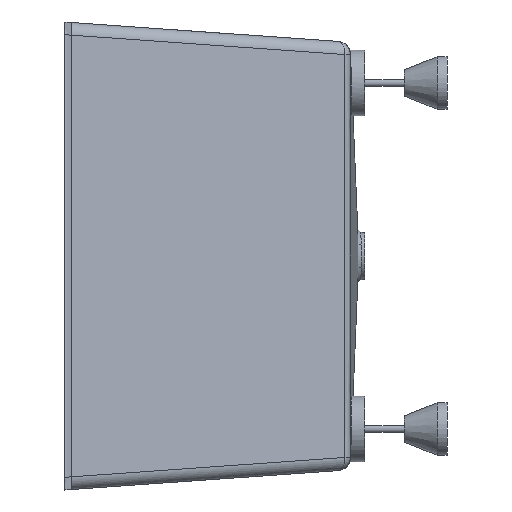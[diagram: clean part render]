
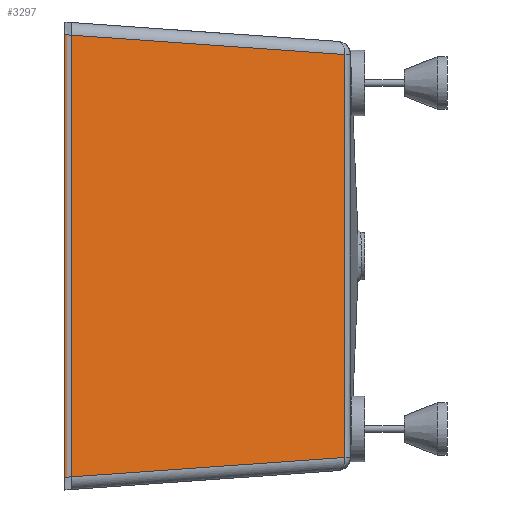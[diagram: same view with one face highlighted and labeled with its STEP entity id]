
A CAD part, left-side view. The second image highlights one B-rep face of the part: STEP entity #3297.
In plain terms, the highlighted planar face has unit normal (-0.807, -0.591, 0).
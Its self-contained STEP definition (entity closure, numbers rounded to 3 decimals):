
#525 = CARTESIAN_POINT ( 'NONE',  ( -620.987, -424.925, 305.677 ) ) ;
#762 = EDGE_CURVE ( 'NONE', #8834, #6486, #9153, .T. ) ;
#932 = DIRECTION ( 'NONE',  ( 0.59, -0.805, 0.057 ) ) ;
#2457 = VECTOR ( 'NONE', #932, 1000. ) ;
#2894 = FACE_OUTER_BOUND ( 'NONE', #6197, .T. ) ;
#2951 = EDGE_CURVE ( 'NONE', #6486, #5718, #7526, .T. ) ;
#2954 = AXIS2_PLACEMENT_3D ( 'NONE', #4138, #4075, #4070 ) ;
#3297 = ADVANCED_FACE ( 'NONE', ( #2894 ), #4091, .T. ) ;
#3389 = LINE ( 'NONE', #4182, #6912 ) ;
#3827 = ORIENTED_EDGE ( 'NONE', *, *, #762, .T. ) ;
#3836 = ORIENTED_EDGE ( 'NONE', *, *, #4314, .F. ) ;
#4070 = DIRECTION ( 'NONE',  ( 0., 0., -1. ) ) ;
#4075 = DIRECTION ( 'NONE',  ( -0.807, -0.591, 0. ) ) ;
#4079 = ORIENTED_EDGE ( 'NONE', *, *, #2951, .T. ) ;
#4091 = PLANE ( 'NONE',  #2954 ) ;
#4138 = CARTESIAN_POINT ( 'NONE',  ( -928.066, -5.911, 345. ) ) ;
#4182 = CARTESIAN_POINT ( 'NONE',  ( -287.558, -879.894, 273.409 ) ) ;
#4191 = CARTESIAN_POINT ( 'NONE',  ( -620.987, -424.925, -305.677 ) ) ;
#4222 = CARTESIAN_POINT ( 'NONE',  ( -932.398, 0., 335.813 ) ) ;
#4229 = DIRECTION ( 'NONE',  ( -0.59, 0.805, 0.057 ) ) ;
#4314 = EDGE_CURVE ( 'NONE', #8834, #6550, #7370, .T. ) ;
#4760 = CARTESIAN_POINT ( 'NONE',  ( -620.987, -424.925, 305.677 ) ) ;
#4793 = CARTESIAN_POINT ( 'NONE',  ( -620.987, -424.926, 168.559 ) ) ;
#4858 = CARTESIAN_POINT ( 'NONE',  ( -620.986, -424.926, 31.441 ) ) ;
#4897 = CARTESIAN_POINT ( 'NONE',  ( -620.987, -424.926, -105.677 ) ) ;
#4931 = CARTESIAN_POINT ( 'NONE',  ( -620.987, -424.926, -159.01 ) ) ;
#4965 = CARTESIAN_POINT ( 'NONE',  ( -620.987, -424.926, -212.343 ) ) ;
#4981 = CARTESIAN_POINT ( 'NONE',  ( -620.987, -424.926, -265.677 ) ) ;
#5038 = CARTESIAN_POINT ( 'NONE',  ( -620.987, -424.925, -305.677 ) ) ;
#5330 = CARTESIAN_POINT ( 'NONE',  ( -620.987, -424.926, -279.01 ) ) ;
#5360 = VECTOR ( 'NONE', #7322, 1000. ) ;
#5441 = CARTESIAN_POINT ( 'NONE',  ( -620.987, -424.925, -292.343 ) ) ;
#5718 = VERTEX_POINT ( 'NONE', #525 ) ;
#6195 = CARTESIAN_POINT ( 'NONE',  ( -932.398, 0., 345. ) ) ;
#6197 = EDGE_LOOP ( 'NONE', ( #3827, #4079, #9219, #3836 ) ) ;
#6486 = VERTEX_POINT ( 'NONE', #4191 ) ;
#6518 = EDGE_CURVE ( 'NONE', #5718, #6550, #3389, .T. ) ;
#6550 = VERTEX_POINT ( 'NONE', #4222 ) ;
#6912 = VECTOR ( 'NONE', #4229, 1000. ) ;
#7322 = DIRECTION ( 'NONE',  ( 0., 0., 1. ) ) ;
#7370 = LINE ( 'NONE', #6195, #5360 ) ;
#7526 = B_SPLINE_CURVE_WITH_KNOTS ( 'NONE', 3,
 ( #5038, #5441, #5330, #4981, #4965, #4931, #4897, #4858, #4793, #4760 ),
 .UNSPECIFIED., .F., .F.,
 ( 4, 3, 3, 4 ),
 ( 0., 0.04, 0.2, 0.611 ),
 .UNSPECIFIED. ) ;
#7728 = CARTESIAN_POINT ( 'NONE',  ( -932.398, 0., -335.813 ) ) ;
#8542 = CARTESIAN_POINT ( 'NONE',  ( -905.134, -37.203, -333.175 ) ) ;
#8834 = VERTEX_POINT ( 'NONE', #7728 ) ;
#9153 = LINE ( 'NONE', #8542, #2457 ) ;
#9219 = ORIENTED_EDGE ( 'NONE', *, *, #6518, .T. ) ;
